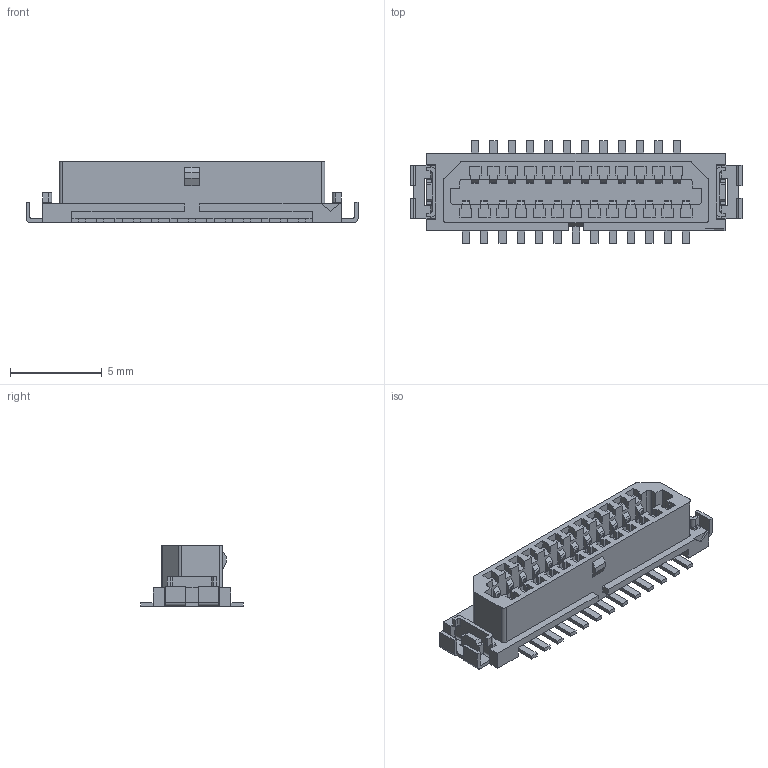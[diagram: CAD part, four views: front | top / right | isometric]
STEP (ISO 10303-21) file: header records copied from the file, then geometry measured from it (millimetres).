
FILE_DESCRIPTION(('OneSpaceDesigner STEP Export'),'2;1');
FILE_NAME('DF9B-25S-1V.stp','2008-03-18T15:22:00',(''),(''),'OneSpace Designer STEP processor for AP203 (Solid Model)','OneSpace Designer 13.00 26-Oct-2004 (C) CoCreate Software GmbH','');
FILE_SCHEMA(('CONFIG_CONTROL_DESIGN'));
Length unit declared in the file: millimetre
Products named in the file (2): p2; DF9B-25S-1V.stp
Assembly tree (1 placements, depth 2):
  DF9B-25S-1V.stp
    p2
Bounding box: 18.1 x 5.6 x 3.3 mm (x, y, z)
Volume: 124.7 mm3; surface area: 436.7 mm2
Topology: 1 solids, 1 shells, 849 faces, 2346 edges, 1520 vertices
Faces by surface type: plane 709, cylinder 140
Entity records: 26554 total; most frequent: ORIENTED_EDGE 4700, CARTESIAN_POINT 4641, DIRECTION 4280, EDGE_CURVE 2346, VECTOR 1962, LINE 1962, VERTEX_POINT 1520, AXIS2_PLACEMENT_3D 1159
